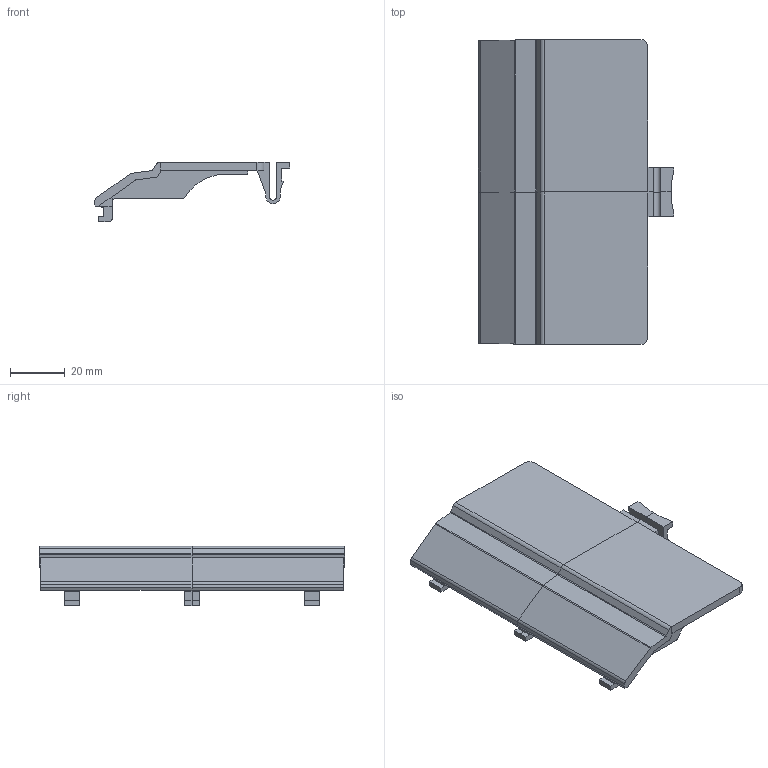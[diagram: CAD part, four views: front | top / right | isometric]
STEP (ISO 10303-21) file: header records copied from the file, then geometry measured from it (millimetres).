
FILE_DESCRIPTION(('FreeCAD Model'),'2;1');
FILE_NAME('Open CASCADE Shape Model','2024-01-24T00:12:40',(''),(''), 'Open CASCADE STEP processor 7.6','FreeCAD','Unknown');
FILE_SCHEMA(('AUTOMOTIVE_DESIGN { 1 0 10303 214 1 1 1 1 }'));
Length unit declared in the file: millimetre
Products named in the file (1): Body
Bounding box: 71.67 x 111.66 x 21.67 mm (x, y, z)
Volume: 49872 mm3; surface area: 18213.8 mm2
Topology: 1 solids, 1 shells, 137 faces, 348 edges, 213 vertices
Faces by surface type: plane 105, cylinder 32
Entity records: 8650 total; most frequent: CARTESIAN_POINT 1551, DIRECTION 1346, LINE 934, VECTOR 934, ORIENTED_EDGE 696, PCURVE 696, DEFINITIONAL_REPRESENTATION 696, EDGE_CURVE 348
